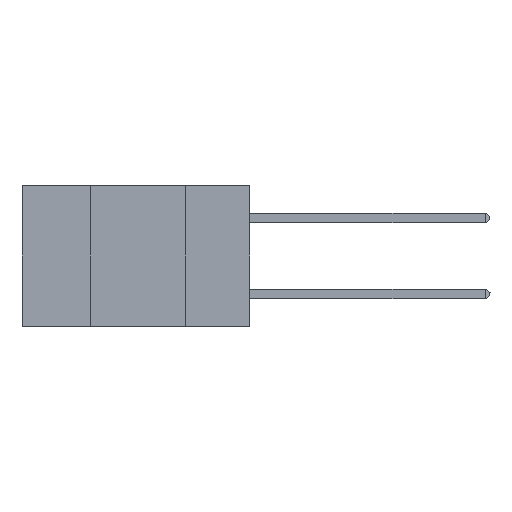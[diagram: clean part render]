
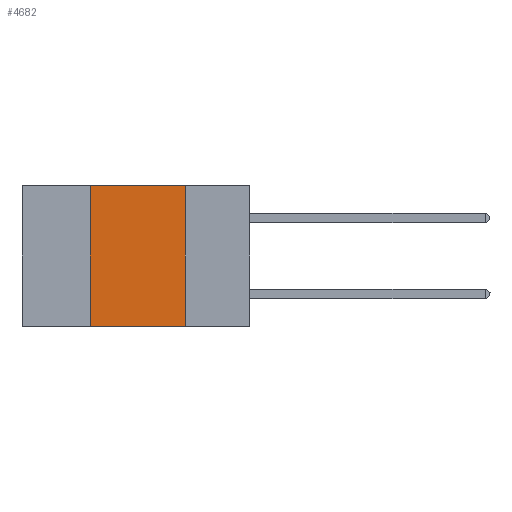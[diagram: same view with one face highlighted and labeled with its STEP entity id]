
A CAD part, left-side view. The second image highlights one B-rep face of the part: STEP entity #4682.
In plain terms, the highlighted planar face has unit normal (-1, 0, 0).
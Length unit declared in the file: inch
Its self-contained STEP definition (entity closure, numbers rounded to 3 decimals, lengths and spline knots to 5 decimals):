
#1557 = CARTESIAN_POINT ( 'NONE',  ( 0., 0.6, 0. ) ) ;
#1924 = VECTOR ( 'NONE', #2951, 39.37008 ) ;
#2140 = FACE_OUTER_BOUND ( 'NONE', #14163, .T. ) ;
#2877 = CARTESIAN_POINT ( 'NONE',  ( 0., 0.42, 0. ) ) ;
#2951 = DIRECTION ( 'NONE',  ( 0., -1., 0. ) ) ;
#3329 = DIRECTION ( 'NONE',  ( 1., 0., 0. ) ) ;
#4682 = ADVANCED_FACE ( 'NONE', ( #2140 ), #6896, .F. ) ;
#4735 = CARTESIAN_POINT ( 'NONE',  ( 0., 0.6, -0.37 ) ) ;
#5140 = EDGE_CURVE ( 'NONE', #6329, #15109, #11809, .T. ) ;
#5950 = CARTESIAN_POINT ( 'NONE',  ( 0., 0.42, -0.37 ) ) ;
#6289 = CARTESIAN_POINT ( 'NONE',  ( 0., 0.42, 0. ) ) ;
#6329 = VERTEX_POINT ( 'NONE', #6289 ) ;
#6516 = EDGE_CURVE ( 'NONE', #11621, #6329, #14725, .T. ) ;
#6896 = PLANE ( 'NONE',  #20727 ) ;
#7446 = VECTOR ( 'NONE', #12897, 39.37008 ) ;
#8679 = DIRECTION ( 'NONE',  ( 0., -1., 0. ) ) ;
#9510 = EDGE_CURVE ( 'NONE', #11621, #18975, #14034, .T. ) ;
#9718 = DIRECTION ( 'NONE',  ( 0., 0., 1. ) ) ;
#10202 = CARTESIAN_POINT ( 'NONE',  ( 0., 0.17, 0. ) ) ;
#11431 = CARTESIAN_POINT ( 'NONE',  ( 0., 0.17, 0. ) ) ;
#11621 = VERTEX_POINT ( 'NONE', #5950 ) ;
#11809 = LINE ( 'NONE', #15468, #12892 ) ;
#12129 = CARTESIAN_POINT ( 'NONE',  ( 0., 0.17, -0.37 ) ) ;
#12378 = ORIENTED_EDGE ( 'NONE', *, *, #9510, .T. ) ;
#12465 = ORIENTED_EDGE ( 'NONE', *, *, #6516, .F. ) ;
#12892 = VECTOR ( 'NONE', #8679, 39.37008 ) ;
#12897 = DIRECTION ( 'NONE',  ( 0., 0., -1. ) ) ;
#14034 = LINE ( 'NONE', #4735, #1924 ) ;
#14163 = EDGE_LOOP ( 'NONE', ( #19607, #22444, #12465, #12378 ) ) ;
#14725 = LINE ( 'NONE', #2877, #18852 ) ;
#15109 = VERTEX_POINT ( 'NONE', #10202 ) ;
#15149 = LINE ( 'NONE', #11431, #7446 ) ;
#15468 = CARTESIAN_POINT ( 'NONE',  ( 0., 0.6, 0. ) ) ;
#18852 = VECTOR ( 'NONE', #9718, 39.37008 ) ;
#18975 = VERTEX_POINT ( 'NONE', #12129 ) ;
#19163 = DIRECTION ( 'NONE',  ( 0., 0., -1. ) ) ;
#19607 = ORIENTED_EDGE ( 'NONE', *, *, #22707, .F. ) ;
#20727 = AXIS2_PLACEMENT_3D ( 'NONE', #1557, #3329, #19163 ) ;
#22444 = ORIENTED_EDGE ( 'NONE', *, *, #5140, .F. ) ;
#22707 = EDGE_CURVE ( 'NONE', #15109, #18975, #15149, .T. ) ;
